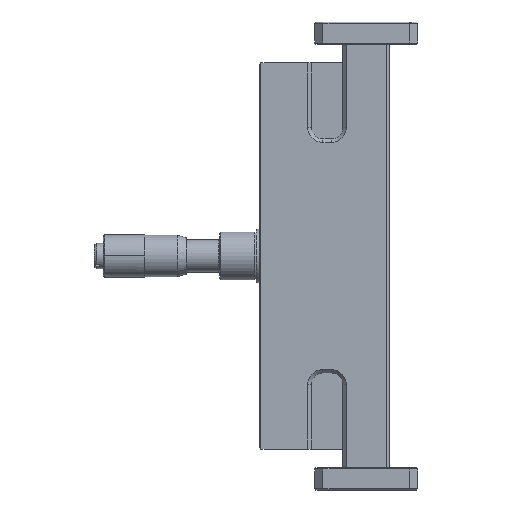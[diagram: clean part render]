
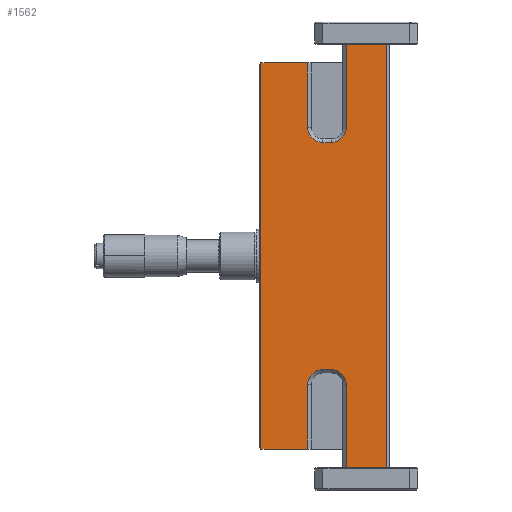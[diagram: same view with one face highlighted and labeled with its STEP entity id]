
A CAD part, left-side view. The second image highlights one B-rep face of the part: STEP entity #1562.
In plain terms, the highlighted planar face has unit normal (-1, 0, 0).
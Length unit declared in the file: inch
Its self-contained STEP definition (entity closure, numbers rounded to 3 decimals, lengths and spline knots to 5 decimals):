
#84 = DIRECTION ( 'NONE',  ( 0., -1., 0. ) ) ;
#240 = DIRECTION ( 'NONE',  ( 0., 0., -1. ) ) ;
#368 = VERTEX_POINT ( 'NONE', #1097 ) ;
#566 = VECTOR ( 'NONE', #9880, 39.37008 ) ;
#818 = VERTEX_POINT ( 'NONE', #9511 ) ;
#835 = CIRCLE ( 'NONE', #2536, 0.13 ) ;
#912 = CARTESIAN_POINT ( 'NONE',  ( -0.3, 0.37, 1.1 ) ) ;
#1029 = EDGE_CURVE ( 'NONE', #3239, #6292, #10167, .T. ) ;
#1062 = DIRECTION ( 'NONE',  ( 1., 0., 0. ) ) ;
#1097 = CARTESIAN_POINT ( 'NONE',  ( -0.3, 0.5, -1.65 ) ) ;
#1133 = FACE_OUTER_BOUND ( 'NONE', #5923, .T. ) ;
#1184 = PLANE ( 'NONE',  #2296 ) ;
#1234 = DIRECTION ( 'NONE',  ( 0., 0., -1. ) ) ;
#1283 = CIRCLE ( 'NONE', #1793, 0.13 ) ;
#1385 = VECTOR ( 'NONE', #5662, 39.37008 ) ;
#1527 = AXIS2_PLACEMENT_3D ( 'NONE', #3083, #7300, #9738 ) ;
#1562 = ADVANCED_FACE ( 'NONE', ( #1133 ), #1184, .F. ) ;
#1591 = VECTOR ( 'NONE', #4531, 39.37008 ) ;
#1732 = CARTESIAN_POINT ( 'NONE',  ( -0.3, 0.5, -1.1 ) ) ;
#1793 = AXIS2_PLACEMENT_3D ( 'NONE', #912, #5613, #5718 ) ;
#1839 = VERTEX_POINT ( 'NONE', #6500 ) ;
#1920 = ORIENTED_EDGE ( 'NONE', *, *, #4302, .T. ) ;
#1970 = VERTEX_POINT ( 'NONE', #3356 ) ;
#2058 = VERTEX_POINT ( 'NONE', #7034 ) ;
#2078 = CARTESIAN_POINT ( 'NONE',  ( -0.3, 0.9, -2. ) ) ;
#2094 = ORIENTED_EDGE ( 'NONE', *, *, #2380, .T. ) ;
#2158 = VERTEX_POINT ( 'NONE', #3620 ) ;
#2179 = DIRECTION ( 'NONE',  ( 0., 0., -1. ) ) ;
#2247 = VERTEX_POINT ( 'NONE', #8018 ) ;
#2296 = AXIS2_PLACEMENT_3D ( 'NONE', #8514, #4438, #2569 ) ;
#2380 = EDGE_CURVE ( 'NONE', #1970, #3694, #3706, .T. ) ;
#2497 = CARTESIAN_POINT ( 'NONE',  ( -0.3, 0.9, -1.65 ) ) ;
#2510 = DIRECTION ( 'NONE',  ( 0., -1., 0. ) ) ;
#2536 = AXIS2_PLACEMENT_3D ( 'NONE', #5008, #1062, #240 ) ;
#2548 = CARTESIAN_POINT ( 'NONE',  ( -0.3, 0.5, 1.1 ) ) ;
#2569 = DIRECTION ( 'NONE',  ( 0., 0., -1. ) ) ;
#2576 = CARTESIAN_POINT ( 'NONE',  ( -0.3, -0.2, -0.97 ) ) ;
#2879 = CARTESIAN_POINT ( 'NONE',  ( -0.3, 0.17, -1.81 ) ) ;
#2939 = LINE ( 'NONE', #7705, #5148 ) ;
#2966 = DIRECTION ( 'NONE',  ( 1., 0., 0. ) ) ;
#3083 = CARTESIAN_POINT ( 'NONE',  ( -0.3, 0.3, -1.1 ) ) ;
#3114 = CARTESIAN_POINT ( 'NONE',  ( -0.3, -0.17, -2. ) ) ;
#3239 = VERTEX_POINT ( 'NONE', #3869 ) ;
#3356 = CARTESIAN_POINT ( 'NONE',  ( -0.3, 0.17, 1.81 ) ) ;
#3575 = ORIENTED_EDGE ( 'NONE', *, *, #10328, .T. ) ;
#3620 = CARTESIAN_POINT ( 'NONE',  ( -0.3, -0.17, -1.81 ) ) ;
#3645 = CARTESIAN_POINT ( 'NONE',  ( -0.3, 0.17, 1.1 ) ) ;
#3662 = EDGE_CURVE ( 'NONE', #2058, #2247, #8888, .T. ) ;
#3694 = VERTEX_POINT ( 'NONE', #3645 ) ;
#3706 = LINE ( 'NONE', #9893, #7785 ) ;
#3738 = VERTEX_POINT ( 'NONE', #8477 ) ;
#3869 = CARTESIAN_POINT ( 'NONE',  ( -0.3, 0.9, 1.65 ) ) ;
#3884 = CARTESIAN_POINT ( 'NONE',  ( -0.3, 0.5, 1.65 ) ) ;
#3909 = VERTEX_POINT ( 'NONE', #5652 ) ;
#3949 = EDGE_CURVE ( 'NONE', #3694, #2058, #835, .T. ) ;
#4016 = LINE ( 'NONE', #1732, #566 ) ;
#4140 = VECTOR ( 'NONE', #6370, 39.37008 ) ;
#4228 = LINE ( 'NONE', #2576, #9553 ) ;
#4302 = EDGE_CURVE ( 'NONE', #1839, #10063, #4427, .T. ) ;
#4427 = CIRCLE ( 'NONE', #1527, 0.13 ) ;
#4438 = DIRECTION ( 'NONE',  ( 1., 0., 0. ) ) ;
#4513 = ORIENTED_EDGE ( 'NONE', *, *, #7645, .F. ) ;
#4531 = DIRECTION ( 'NONE',  ( 0., 0., -1. ) ) ;
#4570 = EDGE_CURVE ( 'NONE', #3909, #1839, #4228, .T. ) ;
#4579 = CARTESIAN_POINT ( 'NONE',  ( -0.3, -0.2, 1.81 ) ) ;
#4754 = CIRCLE ( 'NONE', #8681, 0.13 ) ;
#4782 = LINE ( 'NONE', #3114, #4140 ) ;
#4879 = VERTEX_POINT ( 'NONE', #2548 ) ;
#4913 = VECTOR ( 'NONE', #8790, 39.37008 ) ;
#5008 = CARTESIAN_POINT ( 'NONE',  ( -0.3, 0.3, 1.1 ) ) ;
#5051 = LINE ( 'NONE', #6639, #10185 ) ;
#5148 = VECTOR ( 'NONE', #1234, 39.37008 ) ;
#5383 = CARTESIAN_POINT ( 'NONE',  ( -0.3, 0.17, -1.1 ) ) ;
#5425 = LINE ( 'NONE', #4579, #4913 ) ;
#5613 = DIRECTION ( 'NONE',  ( 1., 0., 0. ) ) ;
#5652 = CARTESIAN_POINT ( 'NONE',  ( -0.3, 0.37, -0.97 ) ) ;
#5662 = DIRECTION ( 'NONE',  ( 0., -1., 0. ) ) ;
#5664 = LINE ( 'NONE', #9027, #7242 ) ;
#5716 = LINE ( 'NONE', #7319, #1385 ) ;
#5718 = DIRECTION ( 'NONE',  ( 0., 0., -1. ) ) ;
#5722 = EDGE_CURVE ( 'NONE', #10063, #8912, #2939, .T. ) ;
#5757 = ORIENTED_EDGE ( 'NONE', *, *, #5784, .T. ) ;
#5784 = EDGE_CURVE ( 'NONE', #8912, #2158, #5716, .T. ) ;
#5923 = EDGE_LOOP ( 'NONE', ( #5757, #7848, #7465, #2094, #10479, #8159, #9446, #7966, #4513, #9909, #6817, #9916, #3575, #9173, #1920, #6574 ) ) ;
#6292 = VERTEX_POINT ( 'NONE', #2497 ) ;
#6370 = DIRECTION ( 'NONE',  ( 0., 0., 1. ) ) ;
#6500 = CARTESIAN_POINT ( 'NONE',  ( -0.3, 0.3, -0.97 ) ) ;
#6574 = ORIENTED_EDGE ( 'NONE', *, *, #5722, .T. ) ;
#6639 = CARTESIAN_POINT ( 'NONE',  ( -0.3, 0.5, -2. ) ) ;
#6681 = DIRECTION ( 'NONE',  ( 0., -1., 0. ) ) ;
#6764 = DIRECTION ( 'NONE',  ( 0., 0., -1. ) ) ;
#6817 = ORIENTED_EDGE ( 'NONE', *, *, #7604, .T. ) ;
#6950 = VECTOR ( 'NONE', #9680, 39.37008 ) ;
#6997 = EDGE_CURVE ( 'NONE', #2158, #3738, #4782, .T. ) ;
#7034 = CARTESIAN_POINT ( 'NONE',  ( -0.3, 0.3, 0.97 ) ) ;
#7137 = EDGE_CURVE ( 'NONE', #368, #818, #4016, .T. ) ;
#7242 = VECTOR ( 'NONE', #2510, 39.37008 ) ;
#7271 = CARTESIAN_POINT ( 'NONE',  ( -0.3, 0.91, -1.65 ) ) ;
#7287 = CARTESIAN_POINT ( 'NONE',  ( -0.3, -0.2, 0.97 ) ) ;
#7300 = DIRECTION ( 'NONE',  ( 1., 0., 0. ) ) ;
#7319 = CARTESIAN_POINT ( 'NONE',  ( -0.3, -0.2, -1.81 ) ) ;
#7373 = LINE ( 'NONE', #7271, #9117 ) ;
#7465 = ORIENTED_EDGE ( 'NONE', *, *, #10449, .T. ) ;
#7562 = EDGE_CURVE ( 'NONE', #2247, #4879, #1283, .T. ) ;
#7604 = EDGE_CURVE ( 'NONE', #6292, #368, #7373, .T. ) ;
#7645 = EDGE_CURVE ( 'NONE', #3239, #9564, #5664, .T. ) ;
#7705 = CARTESIAN_POINT ( 'NONE',  ( -0.3, 0.17, -2. ) ) ;
#7785 = VECTOR ( 'NONE', #6764, 39.37008 ) ;
#7848 = ORIENTED_EDGE ( 'NONE', *, *, #6997, .T. ) ;
#7966 = ORIENTED_EDGE ( 'NONE', *, *, #10249, .T. ) ;
#8018 = CARTESIAN_POINT ( 'NONE',  ( -0.3, 0.37, 0.97 ) ) ;
#8159 = ORIENTED_EDGE ( 'NONE', *, *, #3662, .T. ) ;
#8324 = DIRECTION ( 'NONE',  ( 0., 0., 1. ) ) ;
#8477 = CARTESIAN_POINT ( 'NONE',  ( -0.3, -0.17, 1.81 ) ) ;
#8514 = CARTESIAN_POINT ( 'NONE',  ( -0.3, -0.2, -2. ) ) ;
#8681 = AXIS2_PLACEMENT_3D ( 'NONE', #9371, #2966, #2179 ) ;
#8790 = DIRECTION ( 'NONE',  ( 0., 1., 0. ) ) ;
#8888 = LINE ( 'NONE', #7287, #6950 ) ;
#8912 = VERTEX_POINT ( 'NONE', #2879 ) ;
#9027 = CARTESIAN_POINT ( 'NONE',  ( -0.3, 0.91, 1.65 ) ) ;
#9117 = VECTOR ( 'NONE', #84, 39.37008 ) ;
#9173 = ORIENTED_EDGE ( 'NONE', *, *, #4570, .T. ) ;
#9371 = CARTESIAN_POINT ( 'NONE',  ( -0.3, 0.37, -1.1 ) ) ;
#9446 = ORIENTED_EDGE ( 'NONE', *, *, #7562, .T. ) ;
#9511 = CARTESIAN_POINT ( 'NONE',  ( -0.3, 0.5, -1.1 ) ) ;
#9553 = VECTOR ( 'NONE', #6681, 39.37008 ) ;
#9564 = VERTEX_POINT ( 'NONE', #3884 ) ;
#9680 = DIRECTION ( 'NONE',  ( 0., 1., 0. ) ) ;
#9738 = DIRECTION ( 'NONE',  ( 0., 0., -1. ) ) ;
#9880 = DIRECTION ( 'NONE',  ( 0., 0., 1. ) ) ;
#9893 = CARTESIAN_POINT ( 'NONE',  ( -0.3, 0.17, -2. ) ) ;
#9909 = ORIENTED_EDGE ( 'NONE', *, *, #1029, .T. ) ;
#9916 = ORIENTED_EDGE ( 'NONE', *, *, #7137, .T. ) ;
#10063 = VERTEX_POINT ( 'NONE', #5383 ) ;
#10167 = LINE ( 'NONE', #2078, #1591 ) ;
#10185 = VECTOR ( 'NONE', #8324, 39.37008 ) ;
#10249 = EDGE_CURVE ( 'NONE', #4879, #9564, #5051, .T. ) ;
#10328 = EDGE_CURVE ( 'NONE', #818, #3909, #4754, .T. ) ;
#10449 = EDGE_CURVE ( 'NONE', #3738, #1970, #5425, .T. ) ;
#10479 = ORIENTED_EDGE ( 'NONE', *, *, #3949, .T. ) ;
